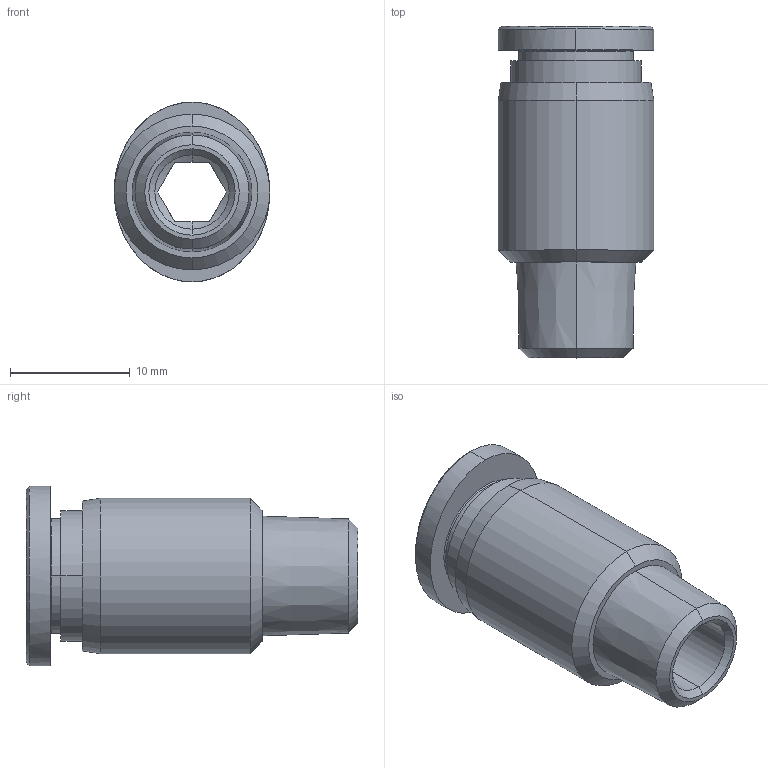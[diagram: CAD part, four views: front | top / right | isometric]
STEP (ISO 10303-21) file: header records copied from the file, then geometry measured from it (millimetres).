
FILE_DESCRIPTION (( 'STEP AP214' ), '1' );
FILE_NAME ('POC08-01.stp', '2015-10-20T15:00:37', ( '' ), ( '' ), 'SwSTEP 2.0', 'SolidWorks 2015', '' );
FILE_SCHEMA (( 'AUTOMOTIVE_DESIGN' ));
Length unit declared in the file: millimetre
Products named in the file (2): POC08-01; ｦ+ﾃｦ1
Assembly tree (1 placements, depth 2):
  POC08-01
    ｦ+ﾃｦ1
Bounding box: 13 x 27.7 x 15 mm (x, y, z)
Volume: 1884.9 mm3; surface area: 1992.5 mm2
Topology: 1 solids, 1 shells, 410 faces, 1149 edges, 762 vertices
Faces by surface type: plane 346, bspline 30, cylinder 18, cone 16
Entity records: 14211 total; most frequent: CARTESIAN_POINT 3530, ORIENTED_EDGE 2298, DIRECTION 1889, EDGE_CURVE 1149, LINE 1013, VECTOR 1013, VERTEX_POINT 762, AXIS2_PLACEMENT_3D 438
